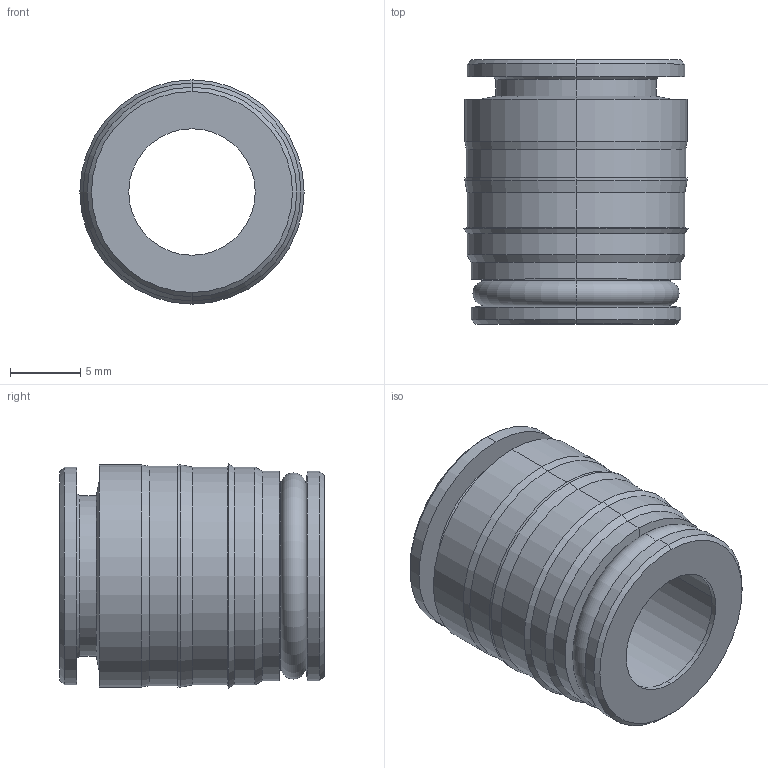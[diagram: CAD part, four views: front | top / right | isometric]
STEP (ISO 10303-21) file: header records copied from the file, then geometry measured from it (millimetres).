
FILE_DESCRIPTION (( 'STEP AP203' ), '1' );
FILE_NAME ('A0000050.STEP', '2011-05-03T13:46:15', ( '' ), ( 'sopra-pneumatic' ), 'SwSTEP 2.0', 'SolidWorks 2009', '' );
FILE_SCHEMA (( 'CONFIG_CONTROL_DESIGN' ));
Length unit declared in the file: millimetre
Products named in the file (1): A0000050
Bounding box: 15.95 x 18.8 x 15.95 mm (x, y, z)
Volume: 1828.6 mm3; surface area: 2041.1 mm2
Topology: 1 solids, 1 shells, 60 faces, 124 edges, 68 vertices
Faces by surface type: cone 28, cylinder 22, torus 6, plane 4
Entity records: 1651 total; most frequent: DIRECTION 320, CARTESIAN_POINT 253, ORIENTED_EDGE 248, AXIS2_PLACEMENT_3D 135, EDGE_CURVE 124, CIRCLE 74, VERTEX_POINT 68, EDGE_LOOP 64
